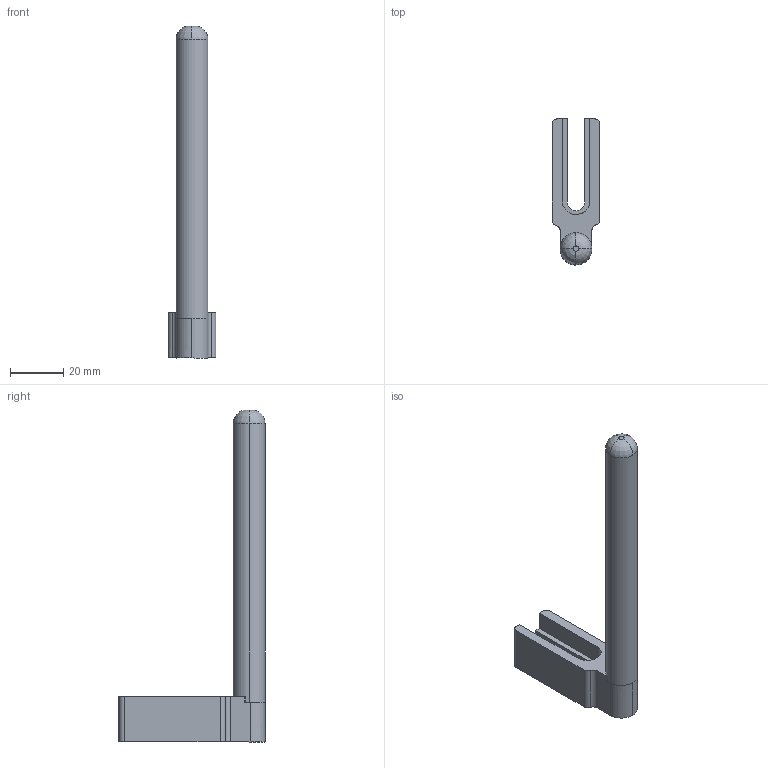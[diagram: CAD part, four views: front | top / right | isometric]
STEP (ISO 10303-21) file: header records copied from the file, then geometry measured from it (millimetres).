
FILE_DESCRIPTION(('CATIA V5 STEP Exchange'),'2;1');
FILE_NAME('Lable Adjustment M6 Assembly.stp','2022-11-13T08:21:06+00:00',('none'),('none'),'CATIA Version 5 Release 21 GA (IN-10)','CATIA V5 STEP AP214','none');
FILE_SCHEMA(('AUTOMOTIVE_DESIGN { 1 0 10303 214 1 1 1 1 }'));
Length unit declared in the file: millimetre
Products named in the file (3): Lable Adjustment M6 Assembly; Tanzim konanadeh; Shaft-Ø12-L110mm
Assembly tree (2 placements, depth 2):
  Lable Adjustment M6 Assembly
    Tanzim konanadeh
    Shaft-Ø12-L110mm
Bounding box: 18 x 55 x 125 mm (x, y, z)
Volume: 20951.5 mm3; surface area: 9700.9 mm2
Topology: 2 solids, 2 shells, 48 faces, 124 edges, 82 vertices
Faces by surface type: cylinder 26, plane 18, revolution 4
Entity records: 1621 total; most frequent: CARTESIAN_POINT 406, ORIENTED_EDGE 248, DIRECTION 208, EDGE_CURVE 124, AXIS2_PLACEMENT_3D 95, VERTEX_POINT 82, VECTOR 62, LINE 62
